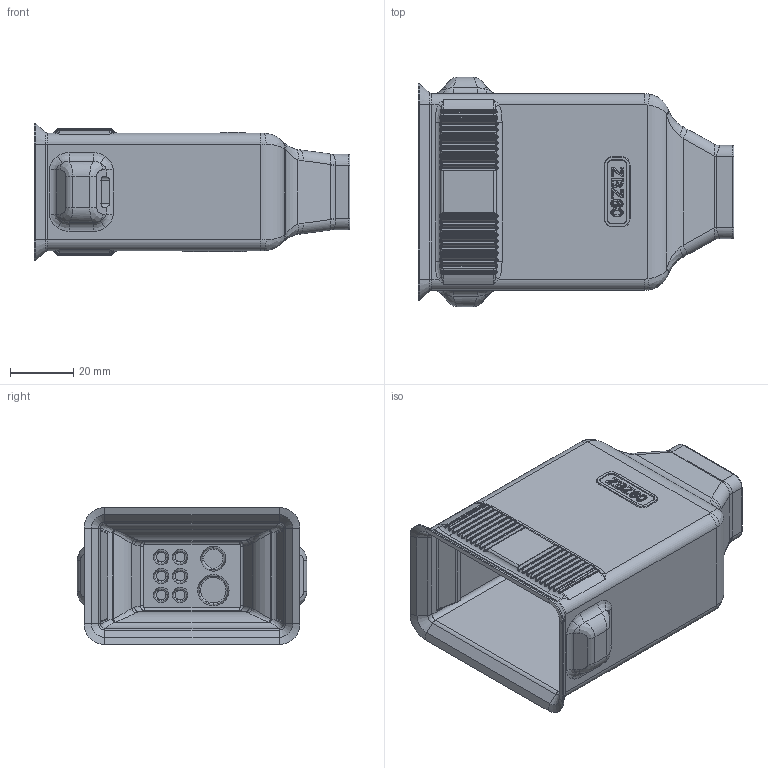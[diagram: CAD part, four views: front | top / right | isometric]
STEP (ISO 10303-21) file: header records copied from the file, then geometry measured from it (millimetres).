
FILE_DESCRIPTION((''),'2;1');
FILE_NAME('AAV8085201','2010-03-24T09:27:13',('pdmlink'),(''),'PRO/ENGINEER BY PARAMETRIC TECHNOLOGY CORPORATION, 2009400','PRO/ENGINEER BY PARAMETRIC TECHNOLOGY CORPORATION, 2009400','');
FILE_SCHEMA(('CONFIG_CONTROL_DESIGN'));
Products named in the file (1): AAV8085201
Bounding box: 100 x 72.6 x 43.37 mm (x, y, z)
Volume: 44109.5 mm3; surface area: 39170.1 mm2
Topology: 1 solids, 1 shells, 1784 faces, 4212 edges, 2490 vertices
Faces by surface type: bspline 761, cylinder 432, plane 423, torus 108, cone 60
Entity records: 89830 total; most frequent: CARTESIAN_POINT 54386, ORIENTED_EDGE 8424, DIRECTION 5805, EDGE_CURVE 4212, VERTEX_POINT 2490, AXIS2_PLACEMENT_3D 2186, EDGE_LOOP 1844, FACE_OUTER_BOUND 1784
